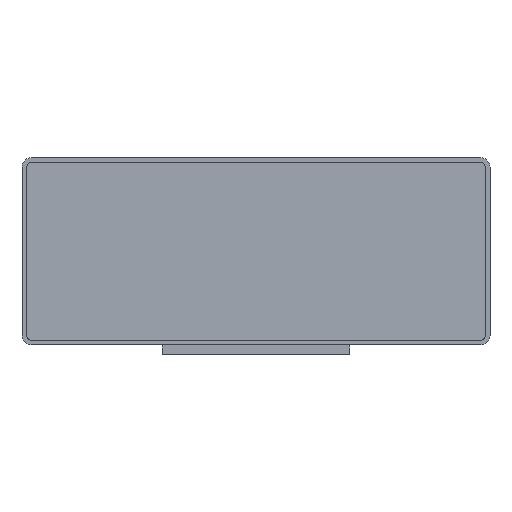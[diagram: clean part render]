
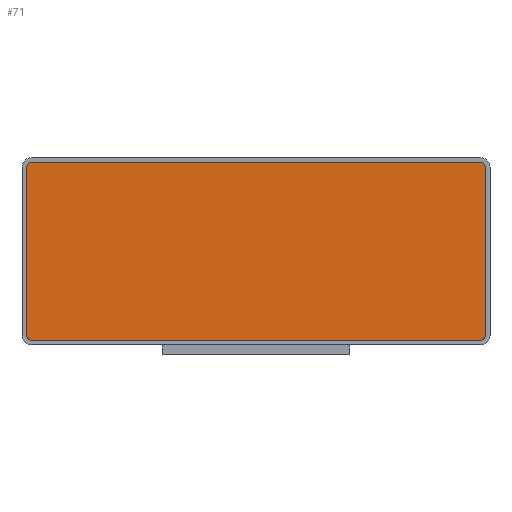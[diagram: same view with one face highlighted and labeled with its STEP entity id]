
A CAD part, front view. The second image highlights one B-rep face of the part: STEP entity #71.
In plain terms, the highlighted planar face has unit normal (0, -1, 0).
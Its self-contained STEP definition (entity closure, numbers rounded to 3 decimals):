
#71 = ADVANCED_FACE( '', ( #162 ), #163, .F. );
#162 = FACE_OUTER_BOUND( '', #271, .T. );
#163 = PLANE( '', #272 );
#271 = EDGE_LOOP( '', ( #412, #413, #414, #415, #416, #417, #418, #419 ) );
#272 = AXIS2_PLACEMENT_3D( '', #420, #421, #422 );
#412 = ORIENTED_EDGE( '', *, *, #689, .F. );
#413 = ORIENTED_EDGE( '', *, *, #690, .F. );
#414 = ORIENTED_EDGE( '', *, *, #657, .F. );
#415 = ORIENTED_EDGE( '', *, *, #691, .F. );
#416 = ORIENTED_EDGE( '', *, *, #692, .F. );
#417 = ORIENTED_EDGE( '', *, *, #693, .F. );
#418 = ORIENTED_EDGE( '', *, *, #694, .F. );
#419 = ORIENTED_EDGE( '', *, *, #695, .F. );
#420 = CARTESIAN_POINT( '', ( -4.8, -24.995, -1.8 ) );
#421 = DIRECTION( '', ( 0., 1., 0. ) );
#422 = DIRECTION( '', ( 0., 0., 1. ) );
#657 = EDGE_CURVE( '', #778, #779, #780, .T. );
#689 = EDGE_CURVE( '', #834, #835, #836, .T. );
#690 = EDGE_CURVE( '', #779, #834, #837, .T. );
#691 = EDGE_CURVE( '', #838, #778, #839, .T. );
#692 = EDGE_CURVE( '', #840, #838, #841, .T. );
#693 = EDGE_CURVE( '', #842, #840, #843, .T. );
#694 = EDGE_CURVE( '', #844, #842, #845, .T. );
#695 = EDGE_CURVE( '', #835, #844, #846, .T. );
#778 = VERTEX_POINT( '', #955 );
#779 = VERTEX_POINT( '', #956 );
#780 = CIRCLE( '', #957, 0.1 );
#834 = VERTEX_POINT( '', #1033 );
#835 = VERTEX_POINT( '', #1034 );
#836 = CIRCLE( '', #1035, 0.1 );
#837 = LINE( '', #1036, #1037 );
#838 = VERTEX_POINT( '', #1038 );
#839 = LINE( '', #1039, #1040 );
#840 = VERTEX_POINT( '', #1041 );
#841 = CIRCLE( '', #1042, 0.1 );
#842 = VERTEX_POINT( '', #1043 );
#843 = LINE( '', #1044, #1045 );
#844 = VERTEX_POINT( '', #1046 );
#845 = CIRCLE( '', #1047, 0.1 );
#846 = LINE( '', #1048, #1049 );
#955 = CARTESIAN_POINT( '', ( 4.9, -24.995, -1.8 ) );
#956 = CARTESIAN_POINT( '', ( 4.8, -24.995, -1.9 ) );
#957 = AXIS2_PLACEMENT_3D( '', #1178, #1179, #1180 );
#1033 = CARTESIAN_POINT( '', ( -4.8, -24.995, -1.9 ) );
#1034 = CARTESIAN_POINT( '', ( -4.9, -24.995, -1.8 ) );
#1035 = AXIS2_PLACEMENT_3D( '', #1212, #1213, #1214 );
#1036 = CARTESIAN_POINT( '', ( 4.8, -24.995, -1.9 ) );
#1037 = VECTOR( '', #1215, 1000. );
#1038 = CARTESIAN_POINT( '', ( 4.9, -24.995, 1.8 ) );
#1039 = CARTESIAN_POINT( '', ( 4.9, -24.995, 1.8 ) );
#1040 = VECTOR( '', #1216, 1000. );
#1041 = CARTESIAN_POINT( '', ( 4.8, -24.995, 1.9 ) );
#1042 = AXIS2_PLACEMENT_3D( '', #1217, #1218, #1219 );
#1043 = CARTESIAN_POINT( '', ( -4.8, -24.995, 1.9 ) );
#1044 = CARTESIAN_POINT( '', ( -4.8, -24.995, 1.9 ) );
#1045 = VECTOR( '', #1220, 1000. );
#1046 = CARTESIAN_POINT( '', ( -4.9, -24.995, 1.8 ) );
#1047 = AXIS2_PLACEMENT_3D( '', #1221, #1222, #1223 );
#1048 = CARTESIAN_POINT( '', ( -4.9, -24.995, -1.8 ) );
#1049 = VECTOR( '', #1224, 1000. );
#1178 = CARTESIAN_POINT( '', ( 4.8, -24.995, -1.8 ) );
#1179 = DIRECTION( '', ( 0., 1., 0. ) );
#1180 = DIRECTION( '', ( 1., 0., 0. ) );
#1212 = CARTESIAN_POINT( '', ( -4.8, -24.995, -1.8 ) );
#1213 = DIRECTION( '', ( 0., 1., 0. ) );
#1214 = DIRECTION( '', ( 1., 0., 0. ) );
#1215 = DIRECTION( '', ( -1., 0., 0. ) );
#1216 = DIRECTION( '', ( 0., 0., -1. ) );
#1217 = CARTESIAN_POINT( '', ( 4.8, -24.995, 1.8 ) );
#1218 = DIRECTION( '', ( 0., 1., 0. ) );
#1219 = DIRECTION( '', ( -1., 0., 0. ) );
#1220 = DIRECTION( '', ( 1., 0., 0. ) );
#1221 = CARTESIAN_POINT( '', ( -4.8, -24.995, 1.8 ) );
#1222 = DIRECTION( '', ( 0., 1., 0. ) );
#1223 = DIRECTION( '', ( 1., 0., 0. ) );
#1224 = DIRECTION( '', ( 0., 0., 1. ) );
